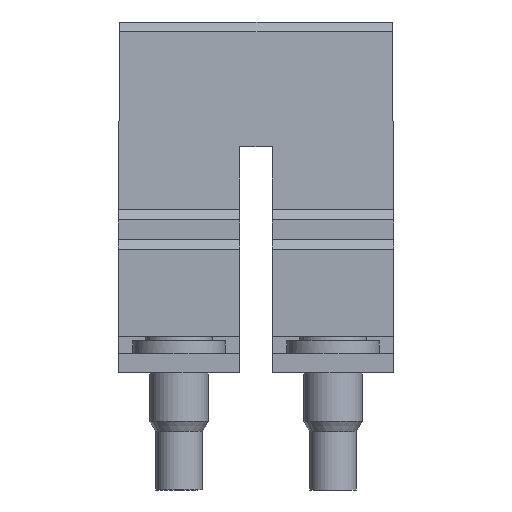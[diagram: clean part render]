
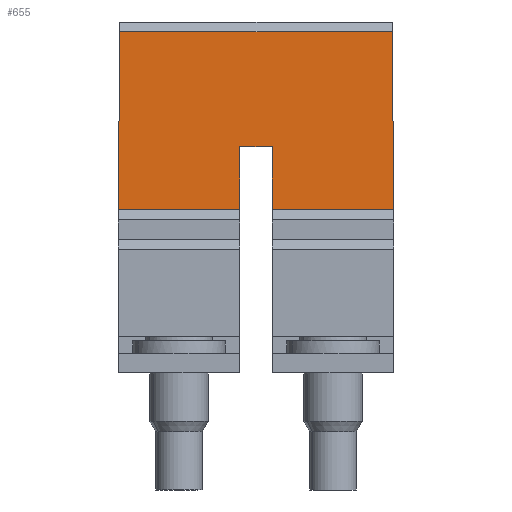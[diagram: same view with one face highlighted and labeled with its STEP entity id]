
A CAD part, front view. The second image highlights one B-rep face of the part: STEP entity #655.
In plain terms, the highlighted planar face has unit normal (0, -1, 0.009).
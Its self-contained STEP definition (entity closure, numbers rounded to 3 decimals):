
#617=AXIS2_PLACEMENT_3D('Plane Axis2P3D',#614,#615,#616) ;
#167=CARTESIAN_POINT('Vertex',(0.,5.445,14.4)) ;
#240=CARTESIAN_POINT('Vertex',(6.23,5.473,17.6)) ;
#243=CARTESIAN_POINT('Line Origine',(6.23,5.459,16.)) ;
#247=CARTESIAN_POINT('Vertex',(6.23,5.445,14.4)) ;
#414=CARTESIAN_POINT('Vertex',(0.079,5.524,23.5)) ;
#436=CARTESIAN_POINT('Line Origine',(0.04,5.485,18.95)) ;
#455=CARTESIAN_POINT('Line Origine',(3.115,5.445,14.4)) ;
#595=CARTESIAN_POINT('Line Origine',(7.065,5.473,17.6)) ;
#599=CARTESIAN_POINT('Vertex',(7.9,5.473,17.6)) ;
#614=CARTESIAN_POINT('Axis2P3D Location',(22.03,5.524,23.5)) ;
#619=CARTESIAN_POINT('Line Origine',(7.9,5.459,16.)) ;
#623=CARTESIAN_POINT('Vertex',(7.9,5.445,14.4)) ;
#626=CARTESIAN_POINT('Line Origine',(11.015,5.445,14.4)) ;
#630=CARTESIAN_POINT('Vertex',(14.13,5.445,14.4)) ;
#633=CARTESIAN_POINT('Line Origine',(14.09,5.485,18.95)) ;
#637=CARTESIAN_POINT('Vertex',(14.051,5.524,23.5)) ;
#640=CARTESIAN_POINT('Line Origine',(7.065,5.524,23.5)) ;
#244=DIRECTION('Vector Direction',(0.,-0.009,-1.)) ;
#437=DIRECTION('Vector Direction',(0.009,0.009,1.)) ;
#456=DIRECTION('Vector Direction',(-1.,0.,0.)) ;
#596=DIRECTION('Vector Direction',(-1.,0.,0.)) ;
#615=DIRECTION('Axis2P3D Direction',(0.,-1.,0.009)) ;
#616=DIRECTION('Axis2P3D XDirection',(0.,-0.009,-1.)) ;
#620=DIRECTION('Vector Direction',(0.,0.009,1.)) ;
#627=DIRECTION('Vector Direction',(1.,0.,0.)) ;
#634=DIRECTION('Vector Direction',(-0.009,0.009,1.)) ;
#641=DIRECTION('Vector Direction',(1.,0.,0.)) ;
#245=VECTOR('Line Direction',#244,1.) ;
#438=VECTOR('Line Direction',#437,1.) ;
#457=VECTOR('Line Direction',#456,1.) ;
#597=VECTOR('Line Direction',#596,1.) ;
#621=VECTOR('Line Direction',#620,1.) ;
#628=VECTOR('Line Direction',#627,1.) ;
#635=VECTOR('Line Direction',#634,1.) ;
#642=VECTOR('Line Direction',#641,1.) ;
#646=ORIENTED_EDGE('',*,*,#625,.F.) ;
#647=ORIENTED_EDGE('',*,*,#632,.T.) ;
#648=ORIENTED_EDGE('',*,*,#639,.T.) ;
#649=ORIENTED_EDGE('',*,*,#644,.F.) ;
#650=ORIENTED_EDGE('',*,*,#440,.F.) ;
#651=ORIENTED_EDGE('',*,*,#459,.T.) ;
#652=ORIENTED_EDGE('',*,*,#249,.F.) ;
#653=ORIENTED_EDGE('',*,*,#601,.F.) ;
#655=ADVANCED_FACE('KU_WQV6/2',(#654),#618,.T.) ;
#249=EDGE_CURVE('',#241,#248,#246,.T.) ;
#440=EDGE_CURVE('',#168,#415,#439,.T.) ;
#459=EDGE_CURVE('',#168,#248,#458,.F.) ;
#601=EDGE_CURVE('',#600,#241,#598,.T.) ;
#625=EDGE_CURVE('',#624,#600,#622,.T.) ;
#632=EDGE_CURVE('',#624,#631,#629,.T.) ;
#639=EDGE_CURVE('',#631,#638,#636,.T.) ;
#644=EDGE_CURVE('',#415,#638,#643,.T.) ;
#645=EDGE_LOOP('',(#646,#647,#648,#649,#650,#651,#652,#653)) ;
#654=FACE_OUTER_BOUND('',#645,.T.) ;
#246=LINE('Line',#243,#245) ;
#439=LINE('Line',#436,#438) ;
#458=LINE('Line',#455,#457) ;
#598=LINE('Line',#595,#597) ;
#622=LINE('Line',#619,#621) ;
#629=LINE('Line',#626,#628) ;
#636=LINE('Line',#633,#635) ;
#643=LINE('Line',#640,#642) ;
#618=PLANE('',#617) ;
#168=VERTEX_POINT('',#167) ;
#241=VERTEX_POINT('',#240) ;
#248=VERTEX_POINT('',#247) ;
#415=VERTEX_POINT('',#414) ;
#600=VERTEX_POINT('',#599) ;
#624=VERTEX_POINT('',#623) ;
#631=VERTEX_POINT('',#630) ;
#638=VERTEX_POINT('',#637) ;
